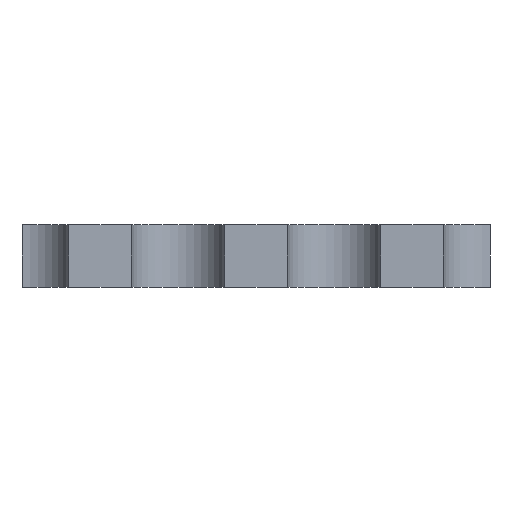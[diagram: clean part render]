
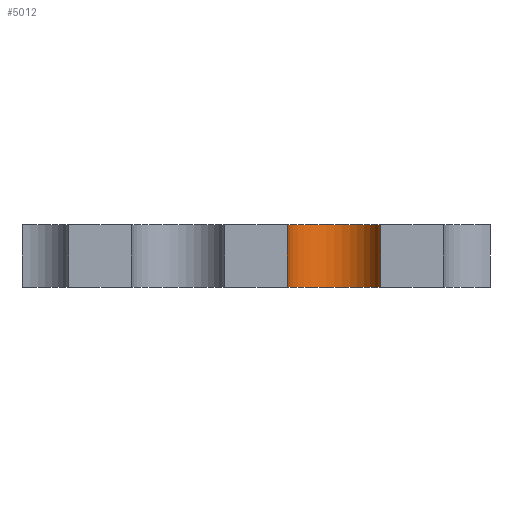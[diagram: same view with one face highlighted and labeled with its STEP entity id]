
A CAD part, front view. The second image highlights one B-rep face of the part: STEP entity #5012.
In plain terms, the highlighted cylindrical face has radius 1.5 mm (diameter 3 mm), a partial arc.
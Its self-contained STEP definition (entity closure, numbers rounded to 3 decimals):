
#438 = CARTESIAN_POINT ( 'NONE',  ( -88.5, 20., 0. ) ) ;
#512 = CYLINDRICAL_SURFACE ( 'NONE', #919, 1.5 ) ;
#566 = FACE_OUTER_BOUND ( 'NONE', #1224, .T. ) ;
#892 = ORIENTED_EDGE ( 'NONE', *, *, #1413, .F. ) ;
#919 = AXIS2_PLACEMENT_3D ( 'NONE', #3022, #2932, #2586 ) ;
#933 = ORIENTED_EDGE ( 'NONE', *, *, #1301, .T. ) ;
#973 = ORIENTED_EDGE ( 'NONE', *, *, #3190, .F. ) ;
#1001 = DIRECTION ( 'NONE',  ( -1., 0., 0. ) ) ;
#1021 = DIRECTION ( 'NONE',  ( 0., 0., -1. ) ) ;
#1224 = EDGE_LOOP ( 'NONE', ( #892, #933, #973, #1335 ) ) ;
#1236 = CARTESIAN_POINT ( 'NONE',  ( -90., 20., 2. ) ) ;
#1301 = EDGE_CURVE ( 'NONE', #4823, #3698, #3990, .T. ) ;
#1335 = ORIENTED_EDGE ( 'NONE', *, *, #2355, .T. ) ;
#1413 = EDGE_CURVE ( 'NONE', #4823, #4960, #3912, .T. ) ;
#1717 = CARTESIAN_POINT ( 'NONE',  ( -91.5, 20., 2. ) ) ;
#2216 = CIRCLE ( 'NONE', #4268, 1.5 ) ;
#2355 = EDGE_CURVE ( 'NONE', #3749, #4960, #3068, .T. ) ;
#2586 = DIRECTION ( 'NONE',  ( -1., 0., 0. ) ) ;
#2617 = DIRECTION ( 'NONE',  ( 0., 0., -1. ) ) ;
#2759 = CARTESIAN_POINT ( 'NONE',  ( -91.5, 20., 2. ) ) ;
#2932 = DIRECTION ( 'NONE',  ( 0., 0., -1. ) ) ;
#3016 = VECTOR ( 'NONE', #2617, 1000. ) ;
#3022 = CARTESIAN_POINT ( 'NONE',  ( -90., 20., 2. ) ) ;
#3068 = LINE ( 'NONE', #2759, #3016 ) ;
#3190 = EDGE_CURVE ( 'NONE', #3749, #3698, #2216, .T. ) ;
#3648 = CARTESIAN_POINT ( 'NONE',  ( -88.5, 20., 2. ) ) ;
#3666 = DIRECTION ( 'NONE',  ( 0., 0., 1. ) ) ;
#3698 = VERTEX_POINT ( 'NONE', #4342 ) ;
#3749 = VERTEX_POINT ( 'NONE', #1717 ) ;
#3843 = CARTESIAN_POINT ( 'NONE',  ( -91.5, 20., 0. ) ) ;
#3848 = AXIS2_PLACEMENT_3D ( 'NONE', #3893, #3903, #3915 ) ;
#3893 = CARTESIAN_POINT ( 'NONE',  ( -90., 20., 0. ) ) ;
#3903 = DIRECTION ( 'NONE',  ( 0., 0., 1. ) ) ;
#3912 = CIRCLE ( 'NONE', #3848, 1.5 ) ;
#3915 = DIRECTION ( 'NONE',  ( -1., 0., 0. ) ) ;
#3977 = VECTOR ( 'NONE', #3666, 1000. ) ;
#3990 = LINE ( 'NONE', #3648, #3977 ) ;
#4268 = AXIS2_PLACEMENT_3D ( 'NONE', #1236, #1021, #1001 ) ;
#4342 = CARTESIAN_POINT ( 'NONE',  ( -88.5, 20., 2. ) ) ;
#4823 = VERTEX_POINT ( 'NONE', #438 ) ;
#4960 = VERTEX_POINT ( 'NONE', #3843 ) ;
#5012 = ADVANCED_FACE ( 'NONE', ( #566 ), #512, .F. ) ;
